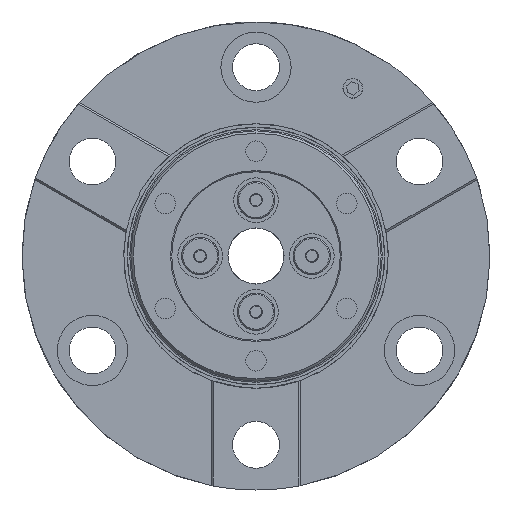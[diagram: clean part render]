
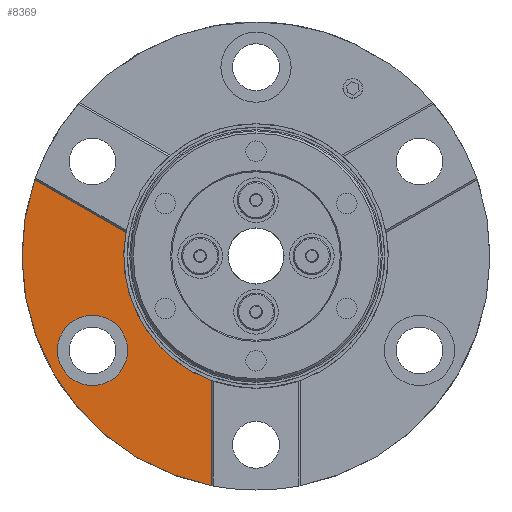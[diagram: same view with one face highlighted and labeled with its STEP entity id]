
A CAD part, front view. The second image highlights one B-rep face of the part: STEP entity #8369.
In plain terms, the highlighted planar face has unit normal (0, -1, 0).
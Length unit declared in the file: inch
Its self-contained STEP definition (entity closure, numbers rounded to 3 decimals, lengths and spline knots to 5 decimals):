
#438 = CARTESIAN_POINT ( 'NONE',  ( -1.86072, -0.35433, 0.64243 ) ) ;
#888 = VERTEX_POINT ( 'NONE', #2152 ) ;
#1201 = VECTOR ( 'NONE', #3598, 39.37008 ) ;
#1295 = CARTESIAN_POINT ( 'NONE',  ( -1.37575, -0.35433, -0.79429 ) ) ;
#1602 = LINE ( 'NONE', #7949, #5032 ) ;
#1723 = FACE_BOUND ( 'NONE', #14623, .T. ) ;
#2152 = CARTESIAN_POINT ( 'NONE',  ( -1.37575, -0.35433, -1.08957 ) ) ;
#2230 = CIRCLE ( 'NONE', #6490, 1.9685 ) ;
#2809 = CARTESIAN_POINT ( 'NONE',  ( -0.374, -0.35433, -1.04794 ) ) ;
#2849 = DIRECTION ( 'NONE',  ( 0., 0., -1. ) ) ;
#3123 = DIRECTION ( 'NONE',  ( 0., 0., 1. ) ) ;
#3321 = ORIENTED_EDGE ( 'NONE', *, *, #7173, .F. ) ;
#3598 = DIRECTION ( 'NONE',  ( 0.866, 0., -0.5 ) ) ;
#3744 = EDGE_CURVE ( 'NONE', #15843, #15083, #1602, .T. ) ;
#3761 = EDGE_CURVE ( 'NONE', #888, #4188, #4487, .T. ) ;
#4136 = CARTESIAN_POINT ( 'NONE',  ( -0.374, -0.35433, -1.93265 ) ) ;
#4188 = VERTEX_POINT ( 'NONE', #14636 ) ;
#4459 = VERTEX_POINT ( 'NONE', #438 ) ;
#4487 = CIRCLE ( 'NONE', #11415, 0.29528 ) ;
#4991 = CARTESIAN_POINT ( 'NONE',  ( 0., -0.35433, 0. ) ) ;
#5032 = VECTOR ( 'NONE', #10522, 39.37008 ) ;
#5242 = EDGE_CURVE ( 'NONE', #4459, #15481, #6184, .T. ) ;
#5468 = EDGE_LOOP ( 'NONE', ( #11768, #3321, #6792, #7939 ) ) ;
#5524 = AXIS2_PLACEMENT_3D ( 'NONE', #1295, #15550, #10306 ) ;
#6159 = DIRECTION ( 'NONE',  ( 0., 0., 1. ) ) ;
#6184 = LINE ( 'NONE', #15016, #1201 ) ;
#6233 = CIRCLE ( 'NONE', #8624, 1.11268 ) ;
#6490 = AXIS2_PLACEMENT_3D ( 'NONE', #6957, #13301, #3123 ) ;
#6792 = ORIENTED_EDGE ( 'NONE', *, *, #5242, .F. ) ;
#6816 = FACE_OUTER_BOUND ( 'NONE', #5468, .T. ) ;
#6957 = CARTESIAN_POINT ( 'NONE',  ( 0., -0.35433, 0. ) ) ;
#7173 = EDGE_CURVE ( 'NONE', #15481, #15843, #6233, .T. ) ;
#7677 = EDGE_CURVE ( 'NONE', #15083, #4459, #2230, .T. ) ;
#7939 = ORIENTED_EDGE ( 'NONE', *, *, #7677, .F. ) ;
#7949 = CARTESIAN_POINT ( 'NONE',  ( -0.374, -0.35433, -1.93265 ) ) ;
#8004 = CARTESIAN_POINT ( 'NONE',  ( -1.09454, -0.35433, 0.20008 ) ) ;
#8369 = ADVANCED_FACE ( 'NONE', ( #1723, #6816 ), #10657, .F. ) ;
#8624 = AXIS2_PLACEMENT_3D ( 'NONE', #10926, #16004, #13344 ) ;
#10057 = CIRCLE ( 'NONE', #5524, 0.29528 ) ;
#10306 = DIRECTION ( 'NONE',  ( 0., 0., -1. ) ) ;
#10357 = ORIENTED_EDGE ( 'NONE', *, *, #13463, .F. ) ;
#10522 = DIRECTION ( 'NONE',  ( 0., 0., -1. ) ) ;
#10657 = PLANE ( 'NONE',  #14926 ) ;
#10926 = CARTESIAN_POINT ( 'NONE',  ( 0., -0.35433, 0. ) ) ;
#11415 = AXIS2_PLACEMENT_3D ( 'NONE', #14526, #13277, #2849 ) ;
#11768 = ORIENTED_EDGE ( 'NONE', *, *, #3744, .F. ) ;
#13277 = DIRECTION ( 'NONE',  ( 0., -1., 0. ) ) ;
#13301 = DIRECTION ( 'NONE',  ( 0., 1., 0. ) ) ;
#13344 = DIRECTION ( 'NONE',  ( 0., 0., -1. ) ) ;
#13463 = EDGE_CURVE ( 'NONE', #4188, #888, #10057, .T. ) ;
#14526 = CARTESIAN_POINT ( 'NONE',  ( -1.37575, -0.35433, -0.79429 ) ) ;
#14623 = EDGE_LOOP ( 'NONE', ( #14787, #10357 ) ) ;
#14636 = CARTESIAN_POINT ( 'NONE',  ( -1.37575, -0.35433, -0.49902 ) ) ;
#14787 = ORIENTED_EDGE ( 'NONE', *, *, #3761, .F. ) ;
#14926 = AXIS2_PLACEMENT_3D ( 'NONE', #4991, #16148, #6159 ) ;
#15016 = CARTESIAN_POINT ( 'NONE',  ( -1.86072, -0.35433, 0.64243 ) ) ;
#15083 = VERTEX_POINT ( 'NONE', #4136 ) ;
#15481 = VERTEX_POINT ( 'NONE', #8004 ) ;
#15550 = DIRECTION ( 'NONE',  ( 0., -1., 0. ) ) ;
#15843 = VERTEX_POINT ( 'NONE', #2809 ) ;
#16004 = DIRECTION ( 'NONE',  ( 0., -1., 0. ) ) ;
#16148 = DIRECTION ( 'NONE',  ( 0., 1., 0. ) ) ;
